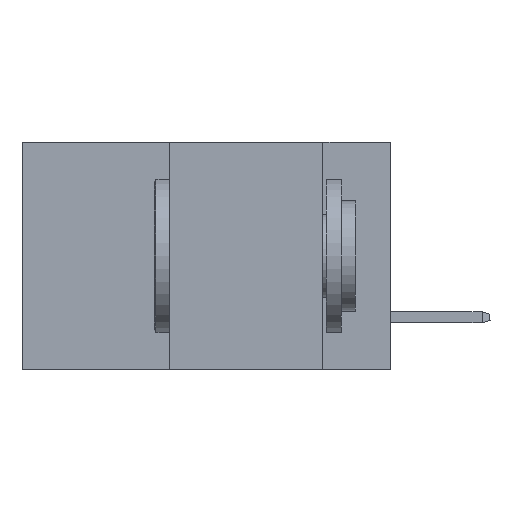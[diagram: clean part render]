
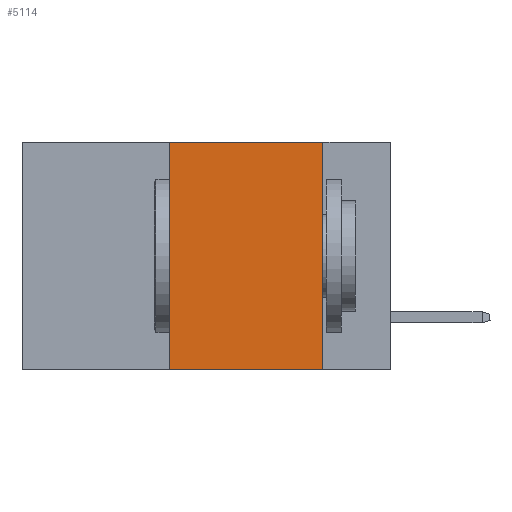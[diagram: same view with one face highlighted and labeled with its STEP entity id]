
A CAD part, left-side view. The second image highlights one B-rep face of the part: STEP entity #5114.
In plain terms, the highlighted planar face has unit normal (-1, 0, 0).
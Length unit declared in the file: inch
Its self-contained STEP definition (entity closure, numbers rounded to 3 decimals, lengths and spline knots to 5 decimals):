
#562 = DIRECTION ( 'NONE',  ( 0., 0., -1. ) ) ;
#1516 = EDGE_CURVE ( 'NONE', #18805, #17479, #1522, .T. ) ;
#1522 = LINE ( 'NONE', #3969, #4329 ) ;
#2148 = EDGE_CURVE ( 'NONE', #14360, #17479, #11650, .T. ) ;
#2851 = CARTESIAN_POINT ( 'NONE',  ( 0., 0.6, 0. ) ) ;
#3003 = VECTOR ( 'NONE', #10224, 39.37008 ) ;
#3207 = CARTESIAN_POINT ( 'NONE',  ( 0., 0.36, 0. ) ) ;
#3969 = CARTESIAN_POINT ( 'NONE',  ( 0., 0.6, -0.37 ) ) ;
#4329 = VECTOR ( 'NONE', #13873, 39.37008 ) ;
#4462 = ORIENTED_EDGE ( 'NONE', *, *, #6828, .F. ) ;
#5114 = ADVANCED_FACE ( 'NONE', ( #14412 ), #5124, .F. ) ;
#5124 = PLANE ( 'NONE',  #17044 ) ;
#5713 = ORIENTED_EDGE ( 'NONE', *, *, #1516, .T. ) ;
#5999 = VECTOR ( 'NONE', #8065, 39.37008 ) ;
#6629 = CARTESIAN_POINT ( 'NONE',  ( 0., 0.11, 0. ) ) ;
#6828 = EDGE_CURVE ( 'NONE', #7601, #14360, #7010, .T. ) ;
#7010 = LINE ( 'NONE', #2851, #3003 ) ;
#7319 = EDGE_LOOP ( 'NONE', ( #16959, #4462, #12981, #5713 ) ) ;
#7601 = VERTEX_POINT ( 'NONE', #15287 ) ;
#8040 = DIRECTION ( 'NONE',  ( 1., 0., 0. ) ) ;
#8065 = DIRECTION ( 'NONE',  ( 0., 0., 1. ) ) ;
#8908 = DIRECTION ( 'NONE',  ( 0., 0., -1. ) ) ;
#9749 = VECTOR ( 'NONE', #8908, 39.37008 ) ;
#10224 = DIRECTION ( 'NONE',  ( 0., -1., 0. ) ) ;
#11650 = LINE ( 'NONE', #6629, #9749 ) ;
#12676 = CARTESIAN_POINT ( 'NONE',  ( 0., 0.6, 0. ) ) ;
#12981 = ORIENTED_EDGE ( 'NONE', *, *, #17301, .F. ) ;
#13873 = DIRECTION ( 'NONE',  ( 0., -1., 0. ) ) ;
#14360 = VERTEX_POINT ( 'NONE', #15668 ) ;
#14412 = FACE_OUTER_BOUND ( 'NONE', #7319, .T. ) ;
#15167 = CARTESIAN_POINT ( 'NONE',  ( 0., 0.11, -0.37 ) ) ;
#15287 = CARTESIAN_POINT ( 'NONE',  ( 0., 0.36, 0. ) ) ;
#15668 = CARTESIAN_POINT ( 'NONE',  ( 0., 0.11, 0. ) ) ;
#16959 = ORIENTED_EDGE ( 'NONE', *, *, #2148, .F. ) ;
#17044 = AXIS2_PLACEMENT_3D ( 'NONE', #12676, #8040, #562 ) ;
#17126 = CARTESIAN_POINT ( 'NONE',  ( 0., 0.36, -0.37 ) ) ;
#17301 = EDGE_CURVE ( 'NONE', #18805, #7601, #19469, .T. ) ;
#17479 = VERTEX_POINT ( 'NONE', #15167 ) ;
#18805 = VERTEX_POINT ( 'NONE', #17126 ) ;
#19469 = LINE ( 'NONE', #3207, #5999 ) ;
